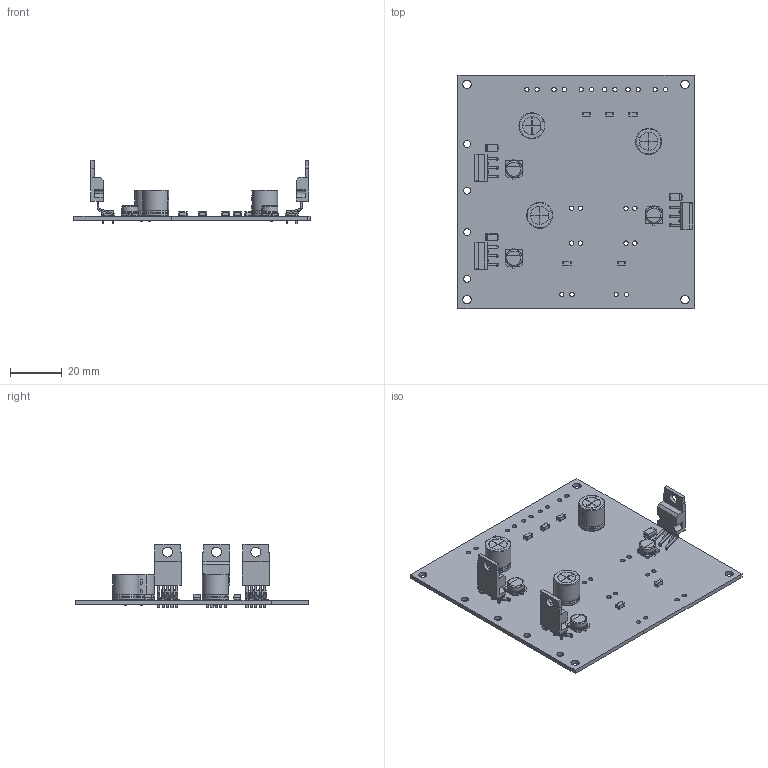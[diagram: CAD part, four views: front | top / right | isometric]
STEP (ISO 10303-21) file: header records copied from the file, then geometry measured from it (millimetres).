
FILE_DESCRIPTION(('KiCad electronic assembly'),'2;1');
FILE_NAME('Carte_Alim.step','2021-04-06T21:30:08',('An Author'),( 'A Company'),'Open CASCADE STEP processor 6.9', 'KiCad to STEP converter','Unknown');
FILE_SCHEMA(('AUTOMOTIVE_DESIGN { 1 0 10303 214 1 1 1 1 }'));
Length unit declared in the file: millimetre
Products named in the file (12): Open CASCADE STEP translator 6.9 1; C_1206_3216Metric; SOLID; CP_Elec_6.3x3.9; TO-220-5_P3.4x3.7mm_StaggerOdd_Lead3.8mm_Vertical; D_SMA; CP_Radial_D10.0mm_P5.00mm; COMPOUND
Assembly tree (23 placements, depth 3):
  Open CASCADE STEP translator 6.9 1
    C_1206_3216Metric  x5
      SOLID
    CP_Elec_6.3x3.9  x3
      SOLID
    TO-220-5_P3.4x3.7mm_StaggerOdd_Lead3.8mm_Vertical  x3
      SOLID
    D_SMA  x3
      SOLID
    CP_Radial_D10.0mm_P5.00mm  x3
      SOLID
    COMPOUND
Bounding box: 91 x 90 x 24.4 mm (x, y, z)
Volume: 17278.2 mm3; surface area: 21789.8 mm2
Topology: 18 solids, 21 shells, 862 faces, 2250 edges, 1473 vertices
Faces by surface type: plane 506, cylinder 272, bspline 51, torus 18, revolution 15
Full cylindrical faces by diameter (mm): 0.7 x6, 1 x6, 1.1 x15, 1.5 x3, 1.7 x24, 2.7 x4, 3.2 x4, 3.8 x3, 6.3 x6
Entity records: 24574 total; most frequent: CARTESIAN_POINT 5696, DIRECTION 3194, LINE 1842, VECTOR 1842, ORIENTED_EDGE 1656, PCURVE 1656, DEFINITIONAL_REPRESENTATION 1656, EDGE_CURVE 828
